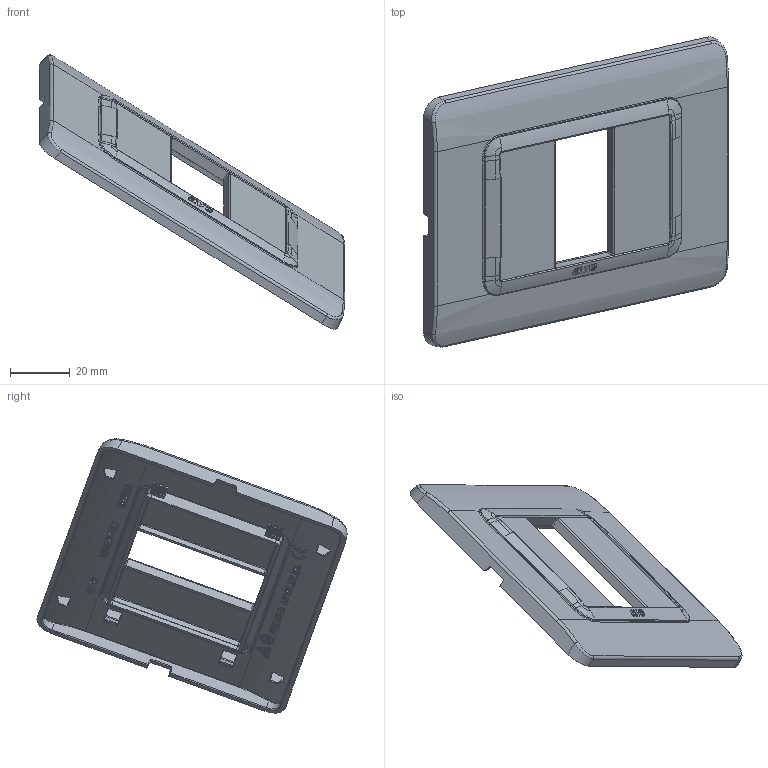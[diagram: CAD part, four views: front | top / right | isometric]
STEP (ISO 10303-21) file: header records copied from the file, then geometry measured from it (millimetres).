
FILE_DESCRIPTION(('CATIA V5 STEP Exchange'),'2;1');
FILE_NAME('44PY01@.stp','2023-09-25T06:30:11+00:00',('none'),('none'),'CATIA Version 5-6 Release 2016 SP6','CATIA V5 STEP AP203','none');
FILE_SCHEMA(('CONFIG_CONTROL_DESIGN'));
Length unit declared in the file: millimetre
Products named in the file (1): 44PY01@
Assembly tree (2 placements, depth 2):
  44PY01@
    #57
    #91918
Bounding box: 102.16 x 103.91 x 91.8 mm (x, y, z)
Volume: 18415.9 mm3; surface area: 24891.6 mm2
Topology: 1 solids, 1 shells, 2468 faces, 6461 edges, 3986 vertices
Faces by surface type: plane 1362, cylinder 637, bspline 351, extrusion 46, sphere 32, cone 16, torus 16, revolution 8
Entity records: 91947 total; most frequent: CARTESIAN_POINT 41117, ORIENTED_EDGE 12706, DIRECTION 6648, EDGE_CURVE 6353, VERTEX_POINT 3982, B_SPLINE_CURVE_WITH_KNOTS 3069, VECTOR 2734, LINE 2688
